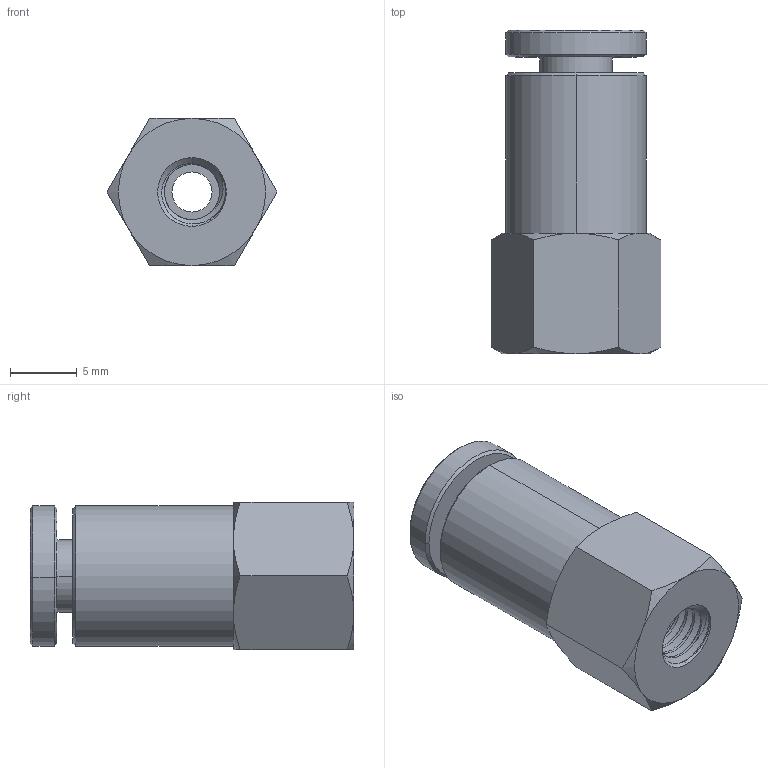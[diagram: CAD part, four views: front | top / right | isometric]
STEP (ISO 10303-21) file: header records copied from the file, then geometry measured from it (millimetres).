
FILE_DESCRIPTION (( 'STEP AP214' ), '1' );
FILE_NAME ('FCS4M5W.STEP', '2018-07-30T15:52:37', ( '' ), ( '' ), 'SwSTEP 2.0', 'SolidWorks 2016', '' );
FILE_SCHEMA (( 'AUTOMOTIVE_DESIGN' ));
Length unit declared in the file: millimetre
Products named in the file (1): FCS4M5W
Bounding box: 12.7 x 24.19 x 11 mm (x, y, z)
Volume: 1707.7 mm3; surface area: 2553.3 mm2
Topology: 6 solids, 6 shells, 314 faces, 835 edges, 538 vertices
Faces by surface type: cone 113, plane 103, cylinder 74, bspline 22, torus 2
Entity records: 15429 total; most frequent: CARTESIAN_POINT 4586, ORIENTED_EDGE 1670, DIRECTION 1368, EDGE_CURVE 835, AXIS2_PLACEMENT_3D 569, VERTEX_POINT 538, EDGE_LOOP 331, UNCERTAINTY_MEASURE_WITH_UNIT 322
